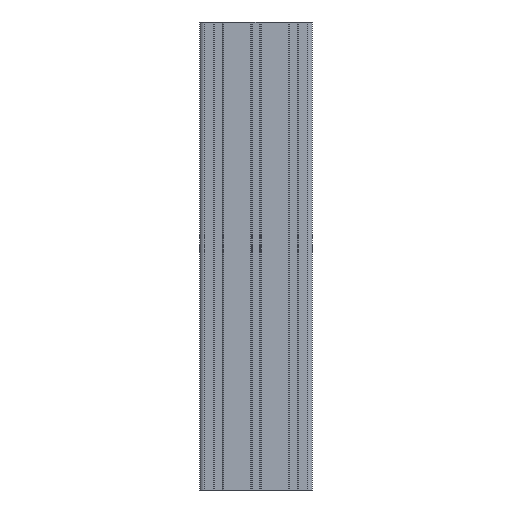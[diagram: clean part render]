
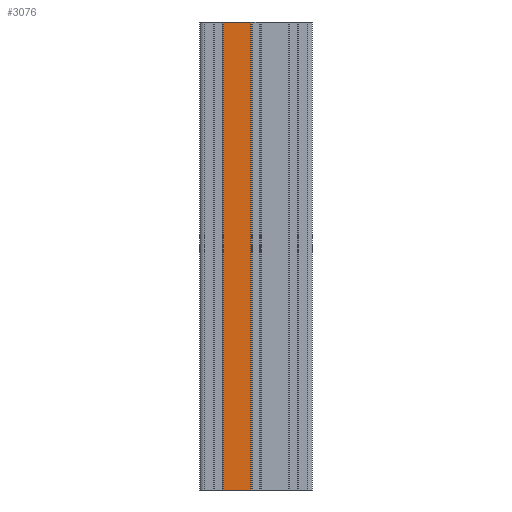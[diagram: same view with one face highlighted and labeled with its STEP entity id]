
A CAD part, front view. The second image highlights one B-rep face of the part: STEP entity #3076.
In plain terms, the highlighted planar face has unit normal (0, -1, 0).
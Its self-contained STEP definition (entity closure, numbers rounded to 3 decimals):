
#390 = EDGE_CURVE ( 'NONE', #20533, #17922, #8644, .T. ) ;
#761 = EDGE_CURVE ( 'NONE', #2520, #23023, #20860, .T. ) ;
#834 = CARTESIAN_POINT ( 'NONE',  ( -5.4, -20., 0. ) ) ;
#857 = DIRECTION ( 'NONE',  ( 0., 1., 0. ) ) ;
#2520 = VERTEX_POINT ( 'NONE', #22140 ) ;
#3070 = VECTOR ( 'NONE', #11509, 1000. ) ;
#3076 = ADVANCED_FACE ( 'NONE', ( #11368 ), #9679, .F. ) ;
#3684 = EDGE_CURVE ( 'NONE', #23023, #17922, #8537, .T. ) ;
#3925 = VECTOR ( 'NONE', #9643, 1000. ) ;
#4367 = VECTOR ( 'NONE', #16823, 1000. ) ;
#4412 = CARTESIAN_POINT ( 'NONE',  ( -5.4, -20., 500. ) ) ;
#4447 = CARTESIAN_POINT ( 'NONE',  ( -34.6, -20., 500. ) ) ;
#4778 = ORIENTED_EDGE ( 'NONE', *, *, #390, .T. ) ;
#5932 = CARTESIAN_POINT ( 'NONE',  ( -34.6, -20., 500. ) ) ;
#6093 = CARTESIAN_POINT ( 'NONE',  ( -34.6, -20., 0. ) ) ;
#6130 = ORIENTED_EDGE ( 'NONE', *, *, #9482, .T. ) ;
#6993 = AXIS2_PLACEMENT_3D ( 'NONE', #22110, #857, #13259 ) ;
#8537 = LINE ( 'NONE', #4412, #4367 ) ;
#8644 = LINE ( 'NONE', #6093, #3925 ) ;
#9482 = EDGE_CURVE ( 'NONE', #2520, #20533, #18548, .T. ) ;
#9643 = DIRECTION ( 'NONE',  ( 1., 0., 0. ) ) ;
#9679 = PLANE ( 'NONE',  #6993 ) ;
#11368 = FACE_OUTER_BOUND ( 'NONE', #21803, .T. ) ;
#11509 = DIRECTION ( 'NONE',  ( 1., 0., 0. ) ) ;
#13125 = CARTESIAN_POINT ( 'NONE',  ( -5.4, -20., 500. ) ) ;
#13259 = DIRECTION ( 'NONE',  ( -1., 0., 0. ) ) ;
#13810 = VECTOR ( 'NONE', #16569, 1000. ) ;
#16569 = DIRECTION ( 'NONE',  ( 0., 0., -1. ) ) ;
#16823 = DIRECTION ( 'NONE',  ( 0., 0., -1. ) ) ;
#17922 = VERTEX_POINT ( 'NONE', #834 ) ;
#18548 = LINE ( 'NONE', #5932, #13810 ) ;
#18996 = CARTESIAN_POINT ( 'NONE',  ( -34.6, -20., 0. ) ) ;
#19113 = ORIENTED_EDGE ( 'NONE', *, *, #3684, .F. ) ;
#20533 = VERTEX_POINT ( 'NONE', #18996 ) ;
#20860 = LINE ( 'NONE', #4447, #3070 ) ;
#21803 = EDGE_LOOP ( 'NONE', ( #4778, #19113, #21911, #6130 ) ) ;
#21911 = ORIENTED_EDGE ( 'NONE', *, *, #761, .F. ) ;
#22110 = CARTESIAN_POINT ( 'NONE',  ( -34.6, -20., 500. ) ) ;
#22140 = CARTESIAN_POINT ( 'NONE',  ( -34.6, -20., 500. ) ) ;
#23023 = VERTEX_POINT ( 'NONE', #13125 ) ;
